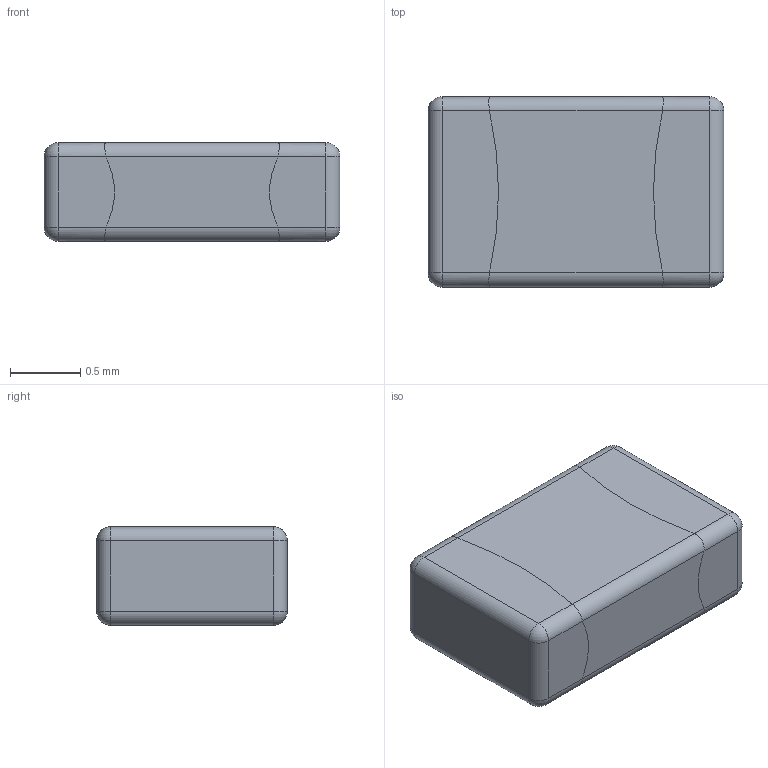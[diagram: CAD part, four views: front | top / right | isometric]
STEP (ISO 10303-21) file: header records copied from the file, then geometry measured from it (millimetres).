
FILE_DESCRIPTION(('STEP AP214'), '1');
FILE_NAME('CAPC-0805-T0.7-BN', '', ('UNSPECIFIED'), ('UNSPECIFIED'), 'ASCON STEP Converter 1.3', 'ASCON Math Kernel', '');
FILE_SCHEMA(('AUTOMOTIVE_DESIGN { 1 0 10303 214 3 1 1}'));
Length unit declared in the file: millimetre
Bounding box: 2.1 x 1.35 x 0.7 mm (x, y, z)
Volume: 2 mm3; surface area: 9.8 mm2
Topology: 1 solids, 1 shells, 42 faces, 112 edges, 66 vertices
Faces by surface type: cylinder 20, plane 14, sphere 8
Entity records: 1667 total; most frequent: CARTESIAN_POINT 267, DIRECTION 230, ORIENTED_EDGE 192, EDGE_CURVE 96, AXIS2_PLACEMENT_3D 91, VERTEX_POINT 56, LINE 48, CIRCLE 48
